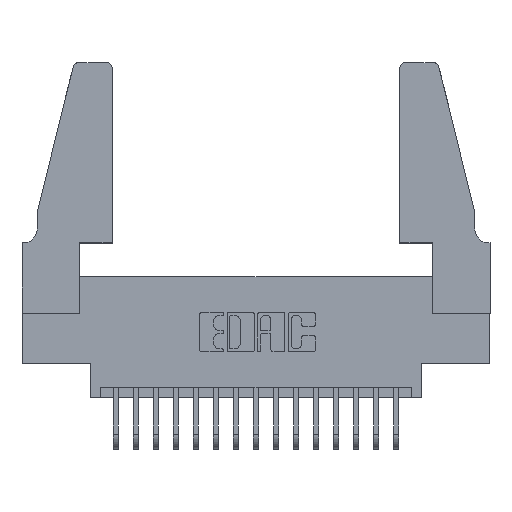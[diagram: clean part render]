
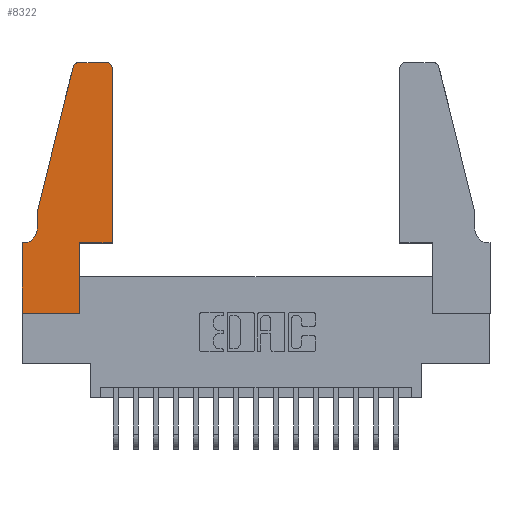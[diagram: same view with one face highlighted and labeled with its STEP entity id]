
A CAD part, top view. The second image highlights one B-rep face of the part: STEP entity #8322.
In plain terms, the highlighted planar face has unit normal (0, 0, 1).
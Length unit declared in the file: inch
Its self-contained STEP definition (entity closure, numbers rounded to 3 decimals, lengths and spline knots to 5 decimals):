
#239 = VERTEX_POINT ( 'NONE', #1318 ) ;
#245 = VECTOR ( 'NONE', #5291, 39.37008 ) ;
#444 = VERTEX_POINT ( 'NONE', #9320 ) ;
#465 = LINE ( 'NONE', #14026, #3622 ) ;
#736 = EDGE_CURVE ( 'NONE', #7146, #239, #15413, .T. ) ;
#759 = LINE ( 'NONE', #16690, #14580 ) ;
#1211 = EDGE_CURVE ( 'NONE', #10958, #11758, #759, .T. ) ;
#1231 = ORIENTED_EDGE ( 'NONE', *, *, #17289, .T. ) ;
#1318 = CARTESIAN_POINT ( 'NONE',  ( 0.0755, 0.42, 0.37 ) ) ;
#1922 = VERTEX_POINT ( 'NONE', #10909 ) ;
#2046 = PLANE ( 'NONE',  #13830 ) ;
#2097 = ORIENTED_EDGE ( 'NONE', *, *, #17095, .T. ) ;
#2659 = CARTESIAN_POINT ( 'NONE',  ( 0.0055, 0.35, 0.37 ) ) ;
#2664 = VECTOR ( 'NONE', #17087, 39.37008 ) ;
#2697 = ORIENTED_EDGE ( 'NONE', *, *, #736, .T. ) ;
#2842 = EDGE_CURVE ( 'NONE', #1922, #444, #17209, .T. ) ;
#3618 = DIRECTION ( 'NONE',  ( 0., 0., 1. ) ) ;
#3622 = VECTOR ( 'NONE', #7367, 39.37008 ) ;
#3660 = EDGE_CURVE ( 'NONE', #7685, #11952, #10554, .T. ) ;
#3847 = CARTESIAN_POINT ( 'NONE',  ( 0.0055, 0.42, 0.37 ) ) ;
#3865 = EDGE_CURVE ( 'NONE', #11952, #10958, #10651, .T. ) ;
#4148 = ORIENTED_EDGE ( 'NONE', *, *, #16807, .T. ) ;
#4255 = CARTESIAN_POINT ( 'NONE',  ( 0.0755, 0.5, 0.37 ) ) ;
#4308 = CARTESIAN_POINT ( 'NONE',  ( 0.2865, 0., 0.37 ) ) ;
#5036 = VERTEX_POINT ( 'NONE', #7567 ) ;
#5079 = CARTESIAN_POINT ( 'NONE',  ( 0.284, 1.22, 0.37 ) ) ;
#5181 = DIRECTION ( 'NONE',  ( -1., 0., 0. ) ) ;
#5291 = DIRECTION ( 'NONE',  ( -0.239, -0.971, 0. ) ) ;
#5341 = CARTESIAN_POINT ( 'NONE',  ( 0.2605, 1.25, 0.37 ) ) ;
#5509 = VECTOR ( 'NONE', #15800, 39.37008 ) ;
#5629 = CARTESIAN_POINT ( 'NONE',  ( 0.4505, 0.35, 0.37 ) ) ;
#6103 = DIRECTION ( 'NONE',  ( 1., 0., 0. ) ) ;
#6179 = LINE ( 'NONE', #5341, #12051 ) ;
#6451 = DIRECTION ( 'NONE',  ( 1., 0., 0. ) ) ;
#6475 = CARTESIAN_POINT ( 'NONE',  ( 0.2865, 0.35, 0.37 ) ) ;
#6850 = CIRCLE ( 'NONE', #10125, 0.03 ) ;
#6907 = EDGE_CURVE ( 'NONE', #11280, #9681, #6850, .T. ) ;
#6932 = VERTEX_POINT ( 'NONE', #11838 ) ;
#7002 = DIRECTION ( 'NONE',  ( 0., 1., 0. ) ) ;
#7068 = ORIENTED_EDGE ( 'NONE', *, *, #9166, .T. ) ;
#7146 = VERTEX_POINT ( 'NONE', #4255 ) ;
#7198 = CARTESIAN_POINT ( 'NONE',  ( 0.25487, 1.22718, 0.37 ) ) ;
#7367 = DIRECTION ( 'NONE',  ( 1., 0., 0. ) ) ;
#7380 = CARTESIAN_POINT ( 'NONE',  ( 0.0755, 0.35, 0.37 ) ) ;
#7391 = LINE ( 'NONE', #10654, #245 ) ;
#7451 = AXIS2_PLACEMENT_3D ( 'NONE', #3847, #13248, #5181 ) ;
#7475 = CARTESIAN_POINT ( 'NONE',  ( 0., 0.35, 0.37 ) ) ;
#7567 = CARTESIAN_POINT ( 'NONE',  ( 0.2865, 0.35, 0.37 ) ) ;
#7644 = EDGE_CURVE ( 'NONE', #6932, #11280, #6179, .T. ) ;
#7685 = VERTEX_POINT ( 'NONE', #2659 ) ;
#7839 = ORIENTED_EDGE ( 'NONE', *, *, #6907, .T. ) ;
#8322 = ADVANCED_FACE ( 'NONE', ( #12236 ), #2046, .T. ) ;
#8884 = DIRECTION ( 'NONE',  ( 0., -1., 0. ) ) ;
#9146 = CARTESIAN_POINT ( 'NONE',  ( 0., 0., 0.37 ) ) ;
#9166 = EDGE_CURVE ( 'NONE', #239, #7685, #9475, .T. ) ;
#9268 = EDGE_LOOP ( 'NONE', ( #9672, #7839, #1231, #2697, #7068, #10501, #12880, #9361, #4148, #2097, #11496, #13465 ) ) ;
#9320 = CARTESIAN_POINT ( 'NONE',  ( 0.4505, 1.22, 0.37 ) ) ;
#9361 = ORIENTED_EDGE ( 'NONE', *, *, #1211, .T. ) ;
#9475 = CIRCLE ( 'NONE', #7451, 0.07 ) ;
#9672 = ORIENTED_EDGE ( 'NONE', *, *, #7644, .T. ) ;
#9681 = VERTEX_POINT ( 'NONE', #7198 ) ;
#10125 = AXIS2_PLACEMENT_3D ( 'NONE', #5079, #14456, #6451 ) ;
#10501 = ORIENTED_EDGE ( 'NONE', *, *, #3660, .T. ) ;
#10554 = LINE ( 'NONE', #7380, #14520 ) ;
#10651 = LINE ( 'NONE', #9146, #2664 ) ;
#10654 = CARTESIAN_POINT ( 'NONE',  ( 0.0755, 0.5, 0.37 ) ) ;
#10909 = CARTESIAN_POINT ( 'NONE',  ( 0.4505, 0.35, 0.37 ) ) ;
#10958 = VERTEX_POINT ( 'NONE', #12430 ) ;
#11280 = VERTEX_POINT ( 'NONE', #11297 ) ;
#11297 = CARTESIAN_POINT ( 'NONE',  ( 0.284, 1.25, 0.37 ) ) ;
#11419 = EDGE_CURVE ( 'NONE', #444, #6932, #15885, .T. ) ;
#11496 = ORIENTED_EDGE ( 'NONE', *, *, #2842, .T. ) ;
#11664 = CARTESIAN_POINT ( 'NONE',  ( 0.4205, 1.22, 0.37 ) ) ;
#11758 = VERTEX_POINT ( 'NONE', #4308 ) ;
#11821 = LINE ( 'NONE', #6475, #5509 ) ;
#11838 = CARTESIAN_POINT ( 'NONE',  ( 0.4205, 1.25, 0.37 ) ) ;
#11890 = VECTOR ( 'NONE', #8884, 39.37008 ) ;
#11952 = VERTEX_POINT ( 'NONE', #7475 ) ;
#12051 = VECTOR ( 'NONE', #16028, 39.37008 ) ;
#12236 = FACE_OUTER_BOUND ( 'NONE', #9268, .T. ) ;
#12328 = CARTESIAN_POINT ( 'NONE',  ( 0.0755, 0.5, 0.37 ) ) ;
#12430 = CARTESIAN_POINT ( 'NONE',  ( 0., 0., 0.37 ) ) ;
#12710 = DIRECTION ( 'NONE',  ( -1., 0., 0. ) ) ;
#12880 = ORIENTED_EDGE ( 'NONE', *, *, #3865, .T. ) ;
#13011 = DIRECTION ( 'NONE',  ( 1., 0., 0. ) ) ;
#13248 = DIRECTION ( 'NONE',  ( 0., 0., -1. ) ) ;
#13267 = DIRECTION ( 'NONE',  ( 1., 0., 0. ) ) ;
#13443 = AXIS2_PLACEMENT_3D ( 'NONE', #11664, #3618, #13011 ) ;
#13465 = ORIENTED_EDGE ( 'NONE', *, *, #11419, .T. ) ;
#13830 = AXIS2_PLACEMENT_3D ( 'NONE', #15392, #14128, #6103 ) ;
#14026 = CARTESIAN_POINT ( 'NONE',  ( 0.4505, 0.35, 0.37 ) ) ;
#14128 = DIRECTION ( 'NONE',  ( 0., 0., 1. ) ) ;
#14456 = DIRECTION ( 'NONE',  ( 0., 0., 1. ) ) ;
#14520 = VECTOR ( 'NONE', #12710, 39.37008 ) ;
#14580 = VECTOR ( 'NONE', #13267, 39.37008 ) ;
#15392 = CARTESIAN_POINT ( 'NONE',  ( 0., 0.35, 0.37 ) ) ;
#15413 = LINE ( 'NONE', #12328, #11890 ) ;
#15800 = DIRECTION ( 'NONE',  ( 0., 1., 0. ) ) ;
#15885 = CIRCLE ( 'NONE', #13443, 0.03 ) ;
#16028 = DIRECTION ( 'NONE',  ( -1., 0., 0. ) ) ;
#16690 = CARTESIAN_POINT ( 'NONE',  ( 0., 0., 0.37 ) ) ;
#16792 = VECTOR ( 'NONE', #7002, 39.37008 ) ;
#16807 = EDGE_CURVE ( 'NONE', #11758, #5036, #11821, .T. ) ;
#17087 = DIRECTION ( 'NONE',  ( 0., -1., 0. ) ) ;
#17095 = EDGE_CURVE ( 'NONE', #5036, #1922, #465, .T. ) ;
#17209 = LINE ( 'NONE', #5629, #16792 ) ;
#17289 = EDGE_CURVE ( 'NONE', #9681, #7146, #7391, .T. ) ;
